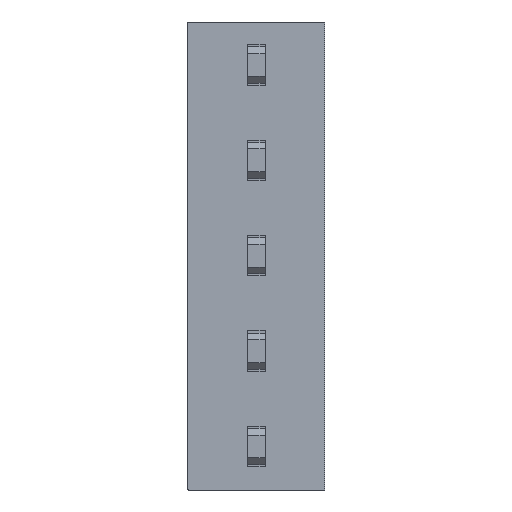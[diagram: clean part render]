
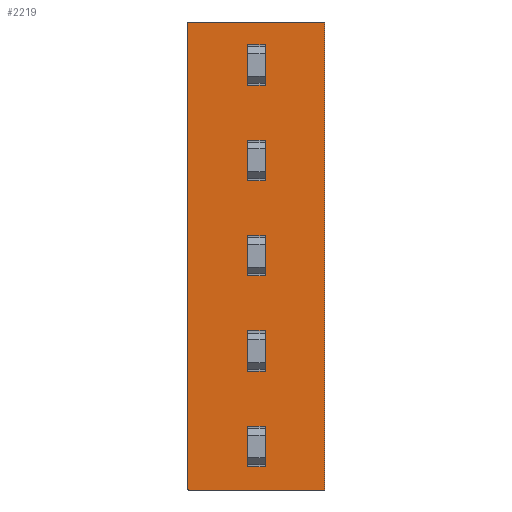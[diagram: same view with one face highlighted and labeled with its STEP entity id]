
A CAD part, front view. The second image highlights one B-rep face of the part: STEP entity #2219.
In plain terms, the highlighted planar face has unit normal (0, -1, 0).
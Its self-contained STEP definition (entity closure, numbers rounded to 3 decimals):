
#54=FACE_BOUND('',#256,.T.);
#55=FACE_BOUND('',#257,.T.);
#56=FACE_BOUND('',#258,.T.);
#57=FACE_BOUND('',#259,.T.);
#58=FACE_BOUND('',#260,.T.);
#157=FACE_OUTER_BOUND('',#255,.T.);
#255=EDGE_LOOP('',(#1512,#1513,#1514,#1515,#1516,#1517,#1518,#1519));
#256=EDGE_LOOP('',(#1520,#1521,#1522,#1523));
#257=EDGE_LOOP('',(#1524,#1525,#1526,#1527));
#258=EDGE_LOOP('',(#1528,#1529,#1530,#1531));
#259=EDGE_LOOP('',(#1532,#1533,#1534,#1535));
#260=EDGE_LOOP('',(#1536,#1537,#1538,#1539));
#395=LINE('',#3002,#676);
#396=LINE('',#3004,#677);
#397=LINE('',#3006,#678);
#398=LINE('',#3008,#679);
#399=LINE('',#3010,#680);
#400=LINE('',#3012,#681);
#401=LINE('',#3014,#682);
#402=LINE('',#3015,#683);
#403=LINE('',#3018,#684);
#404=LINE('',#3020,#685);
#405=LINE('',#3022,#686);
#406=LINE('',#3023,#687);
#407=LINE('',#3026,#688);
#408=LINE('',#3028,#689);
#409=LINE('',#3030,#690);
#410=LINE('',#3031,#691);
#411=LINE('',#3034,#692);
#412=LINE('',#3036,#693);
#413=LINE('',#3038,#694);
#414=LINE('',#3039,#695);
#415=LINE('',#3042,#696);
#416=LINE('',#3044,#697);
#417=LINE('',#3046,#698);
#418=LINE('',#3047,#699);
#419=LINE('',#3050,#700);
#420=LINE('',#3052,#701);
#421=LINE('',#3054,#702);
#422=LINE('',#3055,#703);
#676=VECTOR('',#2484,10.28);
#677=VECTOR('',#2485,0.01);
#678=VECTOR('',#2486,0.01);
#679=VECTOR('',#2487,3.);
#680=VECTOR('',#2488,10.3);
#681=VECTOR('',#2489,3.);
#682=VECTOR('',#2490,0.01);
#683=VECTOR('',#2491,0.01);
#684=VECTOR('',#2492,0.89);
#685=VECTOR('',#2493,0.38);
#686=VECTOR('',#2494,0.89);
#687=VECTOR('',#2495,0.38);
#688=VECTOR('',#2496,0.38);
#689=VECTOR('',#2497,0.89);
#690=VECTOR('',#2498,0.38);
#691=VECTOR('',#2499,0.89);
#692=VECTOR('',#2500,0.38);
#693=VECTOR('',#2501,0.89);
#694=VECTOR('',#2502,0.38);
#695=VECTOR('',#2503,0.89);
#696=VECTOR('',#2504,0.38);
#697=VECTOR('',#2505,0.89);
#698=VECTOR('',#2506,0.38);
#699=VECTOR('',#2507,0.89);
#700=VECTOR('',#2508,0.38);
#701=VECTOR('',#2509,0.89);
#702=VECTOR('',#2510,0.38);
#703=VECTOR('',#2511,0.89);
#957=VERTEX_POINT('',#3000);
#958=VERTEX_POINT('',#3001);
#959=VERTEX_POINT('',#3003);
#960=VERTEX_POINT('',#3005);
#961=VERTEX_POINT('',#3007);
#962=VERTEX_POINT('',#3009);
#963=VERTEX_POINT('',#3011);
#964=VERTEX_POINT('',#3013);
#965=VERTEX_POINT('',#3016);
#966=VERTEX_POINT('',#3017);
#967=VERTEX_POINT('',#3019);
#968=VERTEX_POINT('',#3021);
#969=VERTEX_POINT('',#3024);
#970=VERTEX_POINT('',#3025);
#971=VERTEX_POINT('',#3027);
#972=VERTEX_POINT('',#3029);
#973=VERTEX_POINT('',#3032);
#974=VERTEX_POINT('',#3033);
#975=VERTEX_POINT('',#3035);
#976=VERTEX_POINT('',#3037);
#977=VERTEX_POINT('',#3040);
#978=VERTEX_POINT('',#3041);
#979=VERTEX_POINT('',#3043);
#980=VERTEX_POINT('',#3045);
#981=VERTEX_POINT('',#3048);
#982=VERTEX_POINT('',#3049);
#983=VERTEX_POINT('',#3051);
#984=VERTEX_POINT('',#3053);
#1193=EDGE_CURVE('',#957,#958,#395,.T.);
#1194=EDGE_CURVE('',#959,#957,#396,.T.);
#1195=EDGE_CURVE('',#960,#959,#397,.T.);
#1196=EDGE_CURVE('',#961,#960,#398,.T.);
#1197=EDGE_CURVE('',#962,#961,#399,.T.);
#1198=EDGE_CURVE('',#963,#962,#400,.T.);
#1199=EDGE_CURVE('',#963,#964,#401,.T.);
#1200=EDGE_CURVE('',#964,#958,#402,.T.);
#1201=EDGE_CURVE('',#965,#966,#403,.T.);
#1202=EDGE_CURVE('',#967,#965,#404,.T.);
#1203=EDGE_CURVE('',#968,#967,#405,.T.);
#1204=EDGE_CURVE('',#966,#968,#406,.T.);
#1205=EDGE_CURVE('',#969,#970,#407,.T.);
#1206=EDGE_CURVE('',#971,#969,#408,.T.);
#1207=EDGE_CURVE('',#972,#971,#409,.T.);
#1208=EDGE_CURVE('',#970,#972,#410,.T.);
#1209=EDGE_CURVE('',#973,#974,#411,.T.);
#1210=EDGE_CURVE('',#975,#973,#412,.T.);
#1211=EDGE_CURVE('',#976,#975,#413,.T.);
#1212=EDGE_CURVE('',#974,#976,#414,.T.);
#1213=EDGE_CURVE('',#977,#978,#415,.T.);
#1214=EDGE_CURVE('',#979,#977,#416,.T.);
#1215=EDGE_CURVE('',#980,#979,#417,.T.);
#1216=EDGE_CURVE('',#978,#980,#418,.T.);
#1217=EDGE_CURVE('',#981,#982,#419,.T.);
#1218=EDGE_CURVE('',#983,#981,#420,.T.);
#1219=EDGE_CURVE('',#984,#983,#421,.T.);
#1220=EDGE_CURVE('',#982,#984,#422,.T.);
#1512=ORIENTED_EDGE('',*,*,#1193,.F.);
#1513=ORIENTED_EDGE('',*,*,#1194,.F.);
#1514=ORIENTED_EDGE('',*,*,#1195,.F.);
#1515=ORIENTED_EDGE('',*,*,#1196,.F.);
#1516=ORIENTED_EDGE('',*,*,#1197,.F.);
#1517=ORIENTED_EDGE('',*,*,#1198,.F.);
#1518=ORIENTED_EDGE('',*,*,#1199,.T.);
#1519=ORIENTED_EDGE('',*,*,#1200,.T.);
#1520=ORIENTED_EDGE('',*,*,#1201,.F.);
#1521=ORIENTED_EDGE('',*,*,#1202,.F.);
#1522=ORIENTED_EDGE('',*,*,#1203,.F.);
#1523=ORIENTED_EDGE('',*,*,#1204,.F.);
#1524=ORIENTED_EDGE('',*,*,#1205,.F.);
#1525=ORIENTED_EDGE('',*,*,#1206,.F.);
#1526=ORIENTED_EDGE('',*,*,#1207,.F.);
#1527=ORIENTED_EDGE('',*,*,#1208,.F.);
#1528=ORIENTED_EDGE('',*,*,#1209,.F.);
#1529=ORIENTED_EDGE('',*,*,#1210,.F.);
#1530=ORIENTED_EDGE('',*,*,#1211,.F.);
#1531=ORIENTED_EDGE('',*,*,#1212,.F.);
#1532=ORIENTED_EDGE('',*,*,#1213,.F.);
#1533=ORIENTED_EDGE('',*,*,#1214,.F.);
#1534=ORIENTED_EDGE('',*,*,#1215,.F.);
#1535=ORIENTED_EDGE('',*,*,#1216,.F.);
#1536=ORIENTED_EDGE('',*,*,#1217,.F.);
#1537=ORIENTED_EDGE('',*,*,#1218,.F.);
#1538=ORIENTED_EDGE('',*,*,#1219,.F.);
#1539=ORIENTED_EDGE('',*,*,#1220,.F.);
#2123=PLANE('',#2331);
#2219=ADVANCED_FACE('',(#157,#54,#55,#56,#57,#58),#2123,.F.);
#2331=AXIS2_PLACEMENT_3D('',#2999,#2482,#2483);
#2482=DIRECTION('center_axis',(0.,1.,0.));
#2483=DIRECTION('ref_axis',(0.,0.,1.));
#2484=DIRECTION('',(0.,0.,1.));
#2485=DIRECTION('',(-1.,0.,0.));
#2486=DIRECTION('',(0.,0.,1.));
#2487=DIRECTION('',(-1.,0.,0.));
#2488=DIRECTION('',(0.,0.,-1.));
#2489=DIRECTION('',(1.,0.,0.));
#2490=DIRECTION('',(0.,0.,-1.));
#2491=DIRECTION('',(-1.,0.,0.));
#2492=DIRECTION('',(0.,0.,1.));
#2493=DIRECTION('',(1.,0.,0.));
#2494=DIRECTION('',(0.,0.,-1.));
#2495=DIRECTION('',(-1.,0.,0.));
#2496=DIRECTION('',(1.,0.,0.));
#2497=DIRECTION('',(0.,0.,-1.));
#2498=DIRECTION('',(-1.,0.,0.));
#2499=DIRECTION('',(0.,0.,1.));
#2500=DIRECTION('',(1.,0.,0.));
#2501=DIRECTION('',(0.,0.,-1.));
#2502=DIRECTION('',(-1.,0.,0.));
#2503=DIRECTION('',(0.,0.,1.));
#2504=DIRECTION('',(1.,0.,0.));
#2505=DIRECTION('',(0.,0.,-1.));
#2506=DIRECTION('',(-1.,0.,0.));
#2507=DIRECTION('',(0.,0.,1.));
#2508=DIRECTION('',(1.,0.,0.));
#2509=DIRECTION('',(0.,0.,-1.));
#2510=DIRECTION('',(-1.,0.,0.));
#2511=DIRECTION('',(0.,0.,1.));
#2999=CARTESIAN_POINT('Origin',(1.39,-7.6,5.14));
#3000=CARTESIAN_POINT('',(1.38,-7.6,-5.14));
#3001=CARTESIAN_POINT('',(1.38,-7.6,5.14));
#3002=CARTESIAN_POINT('',(1.38,-7.6,-5.14));
#3003=CARTESIAN_POINT('',(1.39,-7.6,-5.14));
#3004=CARTESIAN_POINT('',(1.39,-7.6,-5.14));
#3005=CARTESIAN_POINT('',(1.39,-7.6,-5.15));
#3006=CARTESIAN_POINT('',(1.39,-7.6,-5.15));
#3007=CARTESIAN_POINT('',(4.39,-7.6,-5.15));
#3008=CARTESIAN_POINT('',(4.39,-7.6,-5.15));
#3009=CARTESIAN_POINT('',(4.39,-7.6,5.15));
#3010=CARTESIAN_POINT('',(4.39,-7.6,5.15));
#3011=CARTESIAN_POINT('',(1.39,-7.6,5.15));
#3012=CARTESIAN_POINT('',(1.39,-7.6,5.15));
#3013=CARTESIAN_POINT('',(1.39,-7.6,5.14));
#3014=CARTESIAN_POINT('',(1.39,-7.6,5.15));
#3015=CARTESIAN_POINT('',(1.39,-7.6,5.14));
#3016=CARTESIAN_POINT('',(3.08,-7.6,3.76));
#3017=CARTESIAN_POINT('',(3.08,-7.6,4.65));
#3018=CARTESIAN_POINT('',(3.08,-7.6,3.76));
#3019=CARTESIAN_POINT('',(2.7,-7.6,3.76));
#3020=CARTESIAN_POINT('',(2.7,-7.6,3.76));
#3021=CARTESIAN_POINT('',(2.7,-7.6,4.65));
#3022=CARTESIAN_POINT('',(2.7,-7.6,4.65));
#3023=CARTESIAN_POINT('',(3.08,-7.6,4.65));
#3024=CARTESIAN_POINT('',(2.7,-7.6,-0.44));
#3025=CARTESIAN_POINT('',(3.08,-7.6,-0.44));
#3026=CARTESIAN_POINT('',(2.7,-7.6,-0.44));
#3027=CARTESIAN_POINT('',(2.7,-7.6,0.45));
#3028=CARTESIAN_POINT('',(2.7,-7.6,0.45));
#3029=CARTESIAN_POINT('',(3.08,-7.6,0.45));
#3030=CARTESIAN_POINT('',(3.08,-7.6,0.45));
#3031=CARTESIAN_POINT('',(3.08,-7.6,-0.44));
#3032=CARTESIAN_POINT('',(2.7,-7.6,-4.64));
#3033=CARTESIAN_POINT('',(3.08,-7.6,-4.64));
#3034=CARTESIAN_POINT('',(2.7,-7.6,-4.64));
#3035=CARTESIAN_POINT('',(2.7,-7.6,-3.75));
#3036=CARTESIAN_POINT('',(2.7,-7.6,-3.75));
#3037=CARTESIAN_POINT('',(3.08,-7.6,-3.75));
#3038=CARTESIAN_POINT('',(3.08,-7.6,-3.75));
#3039=CARTESIAN_POINT('',(3.08,-7.6,-4.64));
#3040=CARTESIAN_POINT('',(2.7,-7.6,-2.54));
#3041=CARTESIAN_POINT('',(3.08,-7.6,-2.54));
#3042=CARTESIAN_POINT('',(2.7,-7.6,-2.54));
#3043=CARTESIAN_POINT('',(2.7,-7.6,-1.65));
#3044=CARTESIAN_POINT('',(2.7,-7.6,-1.65));
#3045=CARTESIAN_POINT('',(3.08,-7.6,-1.65));
#3046=CARTESIAN_POINT('',(3.08,-7.6,-1.65));
#3047=CARTESIAN_POINT('',(3.08,-7.6,-2.54));
#3048=CARTESIAN_POINT('',(2.7,-7.6,1.66));
#3049=CARTESIAN_POINT('',(3.08,-7.6,1.66));
#3050=CARTESIAN_POINT('',(2.7,-7.6,1.66));
#3051=CARTESIAN_POINT('',(2.7,-7.6,2.55));
#3052=CARTESIAN_POINT('',(2.7,-7.6,2.55));
#3053=CARTESIAN_POINT('',(3.08,-7.6,2.55));
#3054=CARTESIAN_POINT('',(3.08,-7.6,2.55));
#3055=CARTESIAN_POINT('',(3.08,-7.6,1.66));
